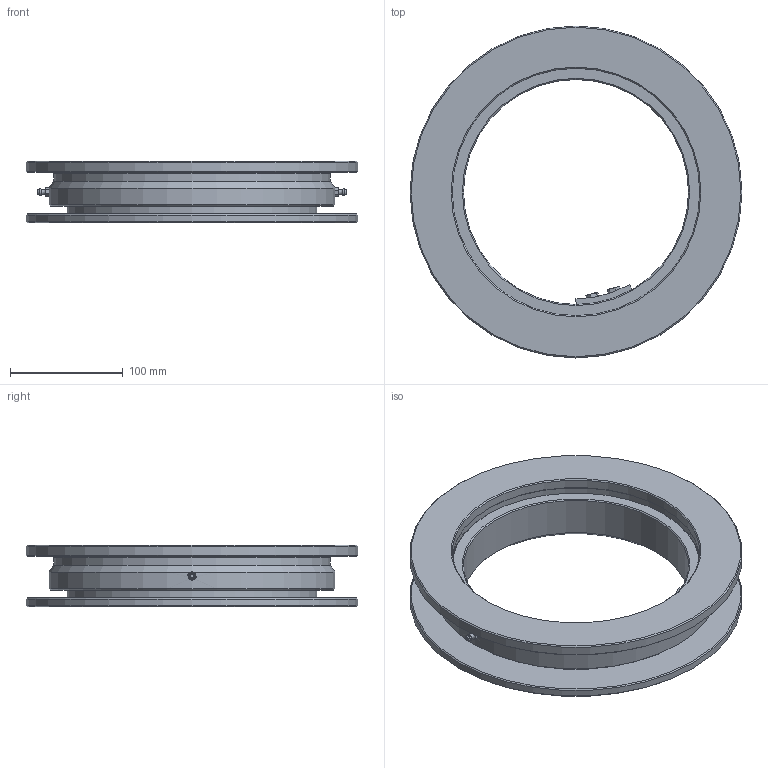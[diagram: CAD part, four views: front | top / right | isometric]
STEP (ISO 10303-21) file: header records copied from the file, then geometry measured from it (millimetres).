
FILE_DESCRIPTION (( 'STEP AP214' ), '1' );
FILE_NAME ('U.300.12 - Cast Iron.STEP', '2021-01-27T11:53:16', ( '' ), ( '' ), 'SwSTEP 2.0', 'SolidWorks 2016', '' );
FILE_SCHEMA (( 'AUTOMOTIVE_DESIGN' ));
Length unit declared in the file: millimetre
Products named in the file (7): U.300.12 - Cast Iron; U.300.12 - OR; Grease nipple M6x1mm; U.300.12 - IR; Hex Bolt M6x10mm_A4-70; Ball D12; U.300.12 - Plug
Assembly tree (41 placements, depth 2):
  U.300.12 - Cast Iron
    U.300.12 - IR
    U.300.12 - OR
    Ball D12  x34
    Grease nipple M6x1mm  x2
    U.300.12 - Plug
    Hex Bolt M6x10mm_A4-70  x2
Bounding box: 295 x 295 x 55 mm (x, y, z)
Volume: 1079955.4 mm3; surface area: 275733.1 mm2
Topology: 41 solids, 41 shells, 173 faces, 403 edges, 250 vertices
Faces by surface type: cone 57, plane 49, sphere 34, cylinder 22, torus 11
Full cylindrical faces by diameter (mm): 2.5 x2, 5 x2, 6 x6, 200 x1, 220 x1, 222 x2, 225 x2, 246 x1, 254 x1, 295 x2
Entity records: 3388 total; most frequent: CARTESIAN_POINT 1030, DIRECTION 456, ORIENTED_EDGE 302, AXIS2_PLACEMENT_3D 215, EDGE_LOOP 156, EDGE_CURVE 151, FACE_OUTER_BOUND 119, VERTEX_POINT 113
